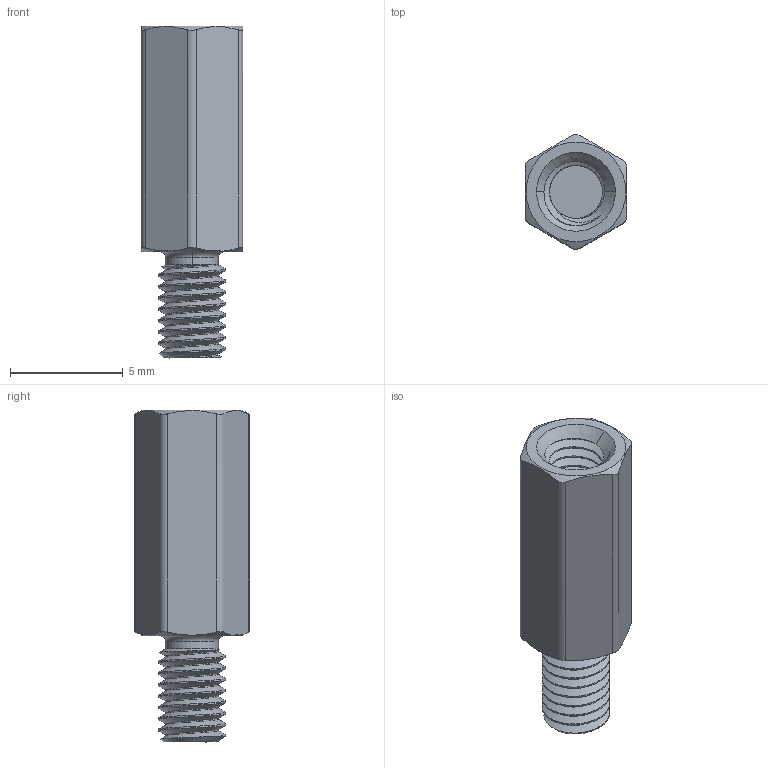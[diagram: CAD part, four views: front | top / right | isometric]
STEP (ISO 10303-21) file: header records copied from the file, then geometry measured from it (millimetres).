
FILE_DESCRIPTION (( 'STEP AP203' ), '1' );
FILE_NAME ('93655A097_Male-Female Threaded Hex Standoff.STEP', '2022-12-09T18:07:36', ( 'Administrator' ), ( 'Managed by Terraform' ), 'SwSTEP 2.0', 'SolidWorks 2017', '' );
FILE_SCHEMA (( 'CONFIG_CONTROL_DESIGN' ));
Length unit declared in the file: millimetre
Products named in the file (1): 93655A097_Male-Female Threaded Hex Standoff
Bounding box: 4.5 x 5.08 x 14.7 mm (x, y, z)
Volume: 163.3 mm3; surface area: 340.7 mm2
Topology: 1 solids, 1 shells, 79 faces, 218 edges, 143 vertices
Faces by surface type: cylinder 50, cone 11, plane 10, bspline 6, torus 2
Entity records: 5217 total; most frequent: CARTESIAN_POINT 3481, ORIENTED_EDGE 436, DIRECTION 255, EDGE_CURVE 218, VERTEX_POINT 143, AXIS2_PLACEMENT_3D 96, EDGE_LOOP 81, ADVANCED_FACE 79
